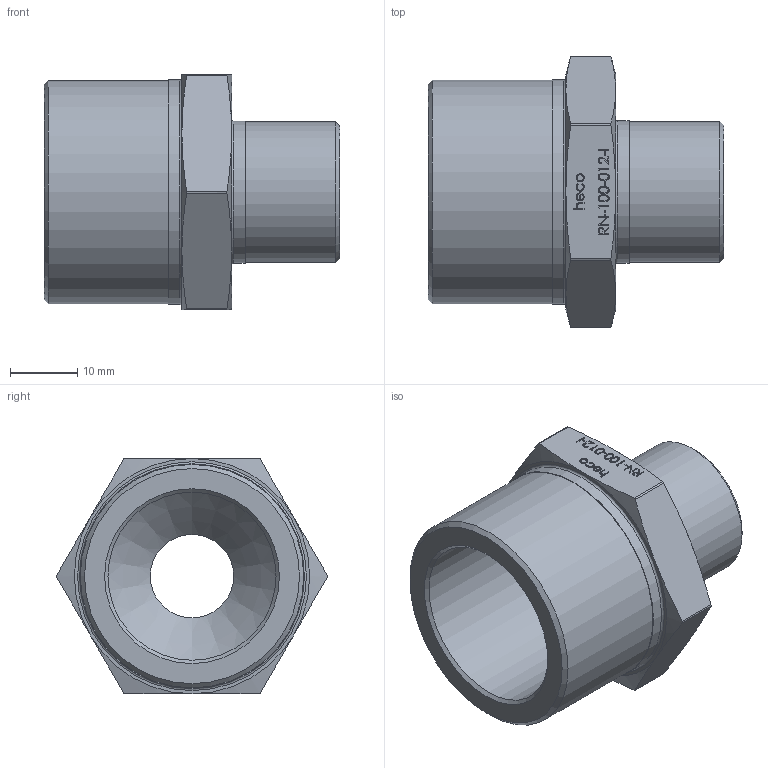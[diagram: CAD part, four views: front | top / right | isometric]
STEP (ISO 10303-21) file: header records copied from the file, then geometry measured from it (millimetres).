
FILE_DESCRIPTION (( 'STEP AP214' ), '1' );
FILE_NAME ('heco_RN-100-012-I.STEP', '2016-07-04T11:55:32', ( '' ), ( '' ), 'SwSTEP 2.0', 'SolidWorks 2011', '' );
FILE_SCHEMA (( 'AUTOMOTIVE_DESIGN' ));
Length unit declared in the file: millimetre
Products named in the file (1): heco_RN-100-012-I
Bounding box: 44 x 40.32 x 35.05 mm (x, y, z)
Volume: 17009.7 mm3; surface area: 8267.3 mm2
Topology: 1 solids, 1 shells, 206 faces, 516 edges, 338 vertices
Faces by surface type: plane 102, bspline 73, cone 17, cylinder 12, torus 2
Full cylindrical faces by diameter (mm): 12.4 x1, 20.955 x1, 21.155 x1, 25 x1, 33.249 x1, 33.449 x1
Entity records: 12253 total; most frequent: CARTESIAN_POINT 6185, ORIENTED_EDGE 1002, DIRECTION 617, EDGE_CURVE 501, VERTEX_POINT 336, LINE 289, VECTOR 289, EDGE_LOOP 247
